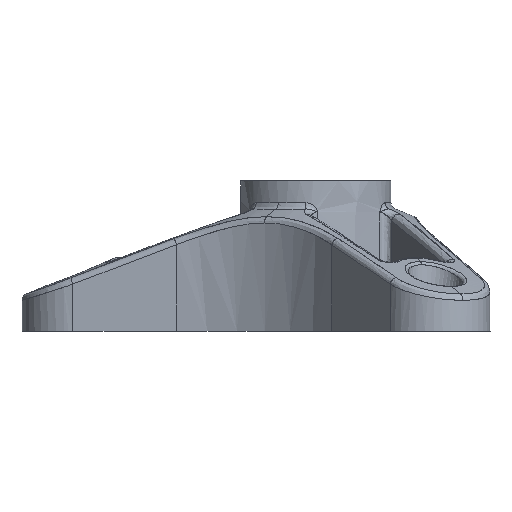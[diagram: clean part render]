
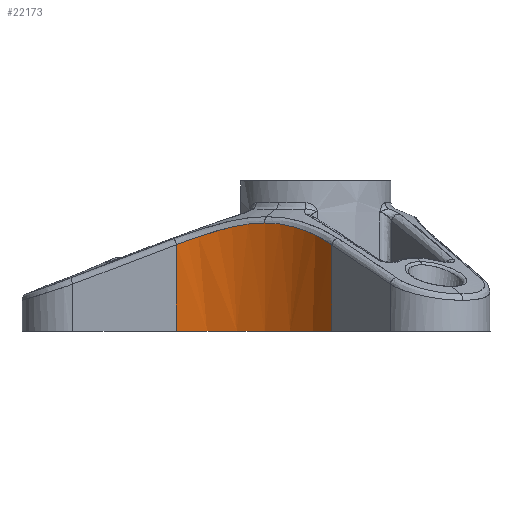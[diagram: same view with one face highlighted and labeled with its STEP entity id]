
A CAD part, left-side view. The second image highlights one B-rep face of the part: STEP entity #22173.
In plain terms, the highlighted free-form (B-spline) face has degree [2, 1] with [3, 2] control points.
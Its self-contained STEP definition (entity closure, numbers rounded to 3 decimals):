
#22173 = ADVANCED_FACE('',(#22174),#22296,.T.);
#22174 = FACE_BOUND('',#22175,.T.);
#22175 = EDGE_LOOP('',(#22176,#22185,#22228,#22275,#22282,#22290));
#22176 = ORIENTED_EDGE('',*,*,#22177,.T.);
#22177 = EDGE_CURVE('',#22178,#22180,#22182,.T.);
#22178 = VERTEX_POINT('',#22179);
#22179 = CARTESIAN_POINT('',(-19.275,-2.056,0.));
#22180 = VERTEX_POINT('',#22181);
#22181 = CARTESIAN_POINT('',(-19.275,-2.056,
    10.999));
#22182 = B_SPLINE_CURVE_WITH_KNOTS('',1,(#22183,#22184),.UNSPECIFIED.,
  .F.,.F.,(2,2),(0.,12.661),.PIECEWISE_BEZIER_KNOTS.);
#22183 = CARTESIAN_POINT('',(-19.275,-2.056,0.));
#22184 = CARTESIAN_POINT('',(-19.275,-2.056,
    10.999));
#22185 = ORIENTED_EDGE('',*,*,#22186,.T.);
#22186 = EDGE_CURVE('',#22180,#22187,#22189,.T.);
#22187 = VERTEX_POINT('',#22188);
#22188 = CARTESIAN_POINT('',(-11.285,6.515,
    13.758));
#22189 = B_SPLINE_CURVE_WITH_KNOTS('',10,(#22190,#22191,#22192,#22193,
    #22194,#22195,#22196,#22197,#22198,#22199,#22200,#22201,#22202,
    #22203,#22204,#22205,#22206,#22207,#22208,#22209,#22210,#22211,
    #22212,#22213,#22214,#22215,#22216,#22217,#22218,#22219,#22220,
    #22221,#22222,#22223,#22224,#22225,#22226,#22227),.UNSPECIFIED.,.F.,
  .F.,(11,9,9,9,11),(-3.029,-2.619,2.655,7.48,
    13.936),.UNSPECIFIED.);
#22190 = CARTESIAN_POINT('',(-19.275,-2.056,
    10.999));
#22191 = CARTESIAN_POINT('',(-19.254,-2.042,
    11.008));
#22192 = CARTESIAN_POINT('',(-19.234,-2.028,
    11.017));
#22193 = CARTESIAN_POINT('',(-19.214,-2.014,
    11.026));
#22194 = CARTESIAN_POINT('',(-19.194,-2.001,
    11.035));
#22195 = CARTESIAN_POINT('',(-19.173,-1.987,
    11.045));
#22196 = CARTESIAN_POINT('',(-19.153,-1.973,
    11.054));
#22197 = CARTESIAN_POINT('',(-19.133,-1.959,
    11.063));
#22198 = CARTESIAN_POINT('',(-19.113,-1.946,
    11.072));
#22199 = CARTESIAN_POINT('',(-19.093,-1.932,
    11.081));
#22200 = CARTESIAN_POINT('',(-18.814,-1.74,
    11.207));
#22201 = CARTESIAN_POINT('',(-18.561,-1.561,
    11.322));
#22202 = CARTESIAN_POINT('',(-18.308,-1.376,
    11.437));
#22203 = CARTESIAN_POINT('',(-18.054,-1.186,
    11.551));
#22204 = CARTESIAN_POINT('',(-17.801,-0.991,
    11.664));
#22205 = CARTESIAN_POINT('',(-17.549,-0.792,
    11.777));
#22206 = CARTESIAN_POINT('',(-17.298,-0.587,
    11.888));
#22207 = CARTESIAN_POINT('',(-17.047,-0.376,
    11.999));
#22208 = CARTESIAN_POINT('',(-16.797,-0.16,
    12.108));
#22209 = CARTESIAN_POINT('',(-16.318,0.265,
    12.314));
#22210 = CARTESIAN_POINT('',(-16.09,0.473,
    12.411));
#22211 = CARTESIAN_POINT('',(-15.862,0.686,
    12.507));
#22212 = CARTESIAN_POINT('',(-15.634,0.905,
    12.602));
#22213 = CARTESIAN_POINT('',(-15.406,1.13,
    12.695));
#22214 = CARTESIAN_POINT('',(-15.179,1.361,
    12.786));
#22215 = CARTESIAN_POINT('',(-14.951,1.598,
    12.874));
#22216 = CARTESIAN_POINT('',(-14.723,1.843,
    12.961));
#22217 = CARTESIAN_POINT('',(-14.496,2.094,
    13.044));
#22218 = CARTESIAN_POINT('',(-13.963,2.701,
    13.232));
#22219 = CARTESIAN_POINT('',(-13.658,3.062,
    13.333));
#22220 = CARTESIAN_POINT('',(-13.354,3.438,
    13.428));
#22221 = CARTESIAN_POINT('',(-13.047,3.833,
    13.515));
#22222 = CARTESIAN_POINT('',(-12.747,4.236,
    13.59));
#22223 = CARTESIAN_POINT('',(-12.438,4.669,
    13.656));
#22224 = CARTESIAN_POINT('',(-12.141,5.11,
    13.706));
#22225 = CARTESIAN_POINT('',(-11.845,5.569,
    13.741));
#22226 = CARTESIAN_POINT('',(-11.559,6.039,
    13.758));
#22227 = CARTESIAN_POINT('',(-11.285,6.515,
    13.758));
#22228 = ORIENTED_EDGE('',*,*,#22229,.T.);
#22229 = EDGE_CURVE('',#22187,#22230,#22232,.T.);
#22230 = VERTEX_POINT('',#22231);
#22231 = CARTESIAN_POINT('',(-7.857,17.72,
    10.999));
#22232 = B_SPLINE_CURVE_WITH_KNOTS('',11,(#22233,#22234,#22235,#22236,
    #22237,#22238,#22239,#22240,#22241,#22242,#22243,#22244,#22245,
    #22246,#22247,#22248,#22249,#22250,#22251,#22252,#22253,#22254,
    #22255,#22256,#22257,#22258,#22259,#22260,#22261,#22262,#22263,
    #22264,#22265,#22266,#22267,#22268,#22269,#22270,#22271,#22272,
    #22273,#22274),.UNSPECIFIED.,.F.,.F.,(12,10,10,10,12),(71.26,
    79.913,84.09,87.815,88.226),.UNSPECIFIED.);
#22233 = CARTESIAN_POINT('',(-11.285,6.515,
    13.758));
#22234 = CARTESIAN_POINT('',(-10.95,7.095,
    13.758));
#22235 = CARTESIAN_POINT('',(-10.631,7.685,
    13.733));
#22236 = CARTESIAN_POINT('',(-10.334,8.274,
    13.683));
#22237 = CARTESIAN_POINT('',(-10.058,8.866,
    13.607));
#22238 = CARTESIAN_POINT('',(-9.815,9.425,
    13.517));
#22239 = CARTESIAN_POINT('',(-9.581,10.002,
    13.407));
#22240 = CARTESIAN_POINT('',(-9.381,10.538,
    13.29));
#22241 = CARTESIAN_POINT('',(-9.191,11.081,
    13.16));
#22242 = CARTESIAN_POINT('',(-9.021,11.606,
    13.024));
#22243 = CARTESIAN_POINT('',(-8.867,12.124,
    12.881));
#22244 = CARTESIAN_POINT('',(-8.659,12.88,
    12.662));
#22245 = CARTESIAN_POINT('',(-8.594,13.124,
    12.589));
#22246 = CARTESIAN_POINT('',(-8.533,13.366,
    12.515));
#22247 = CARTESIAN_POINT('',(-8.475,13.607,
    12.44));
#22248 = CARTESIAN_POINT('',(-8.421,13.846,
    12.364));
#22249 = CARTESIAN_POINT('',(-8.369,14.083,
    12.288));
#22250 = CARTESIAN_POINT('',(-8.319,14.319,
    12.21));
#22251 = CARTESIAN_POINT('',(-8.273,14.554,
    12.132));
#22252 = CARTESIAN_POINT('',(-8.229,14.788,
    12.053));
#22253 = CARTESIAN_POINT('',(-8.188,15.02,
    11.974));
#22254 = CARTESIAN_POINT('',(-8.115,15.457,
    11.823));
#22255 = CARTESIAN_POINT('',(-8.083,15.662,
    11.751));
#22256 = CARTESIAN_POINT('',(-8.052,15.867,
    11.679));
#22257 = CARTESIAN_POINT('',(-8.024,16.071,
    11.607));
#22258 = CARTESIAN_POINT('',(-7.997,16.273,
    11.534));
#22259 = CARTESIAN_POINT('',(-7.972,16.475,
    11.461));
#22260 = CARTESIAN_POINT('',(-7.949,16.677,
    11.387));
#22261 = CARTESIAN_POINT('',(-7.928,16.878,
    11.313));
#22262 = CARTESIAN_POINT('',(-7.909,17.077,
    11.239));
#22263 = CARTESIAN_POINT('',(-7.891,17.276,
    11.165));
#22264 = CARTESIAN_POINT('',(-7.874,17.498,
    11.082));
#22265 = CARTESIAN_POINT('',(-7.872,17.52,
    11.074));
#22266 = CARTESIAN_POINT('',(-7.87,17.543,
    11.065));
#22267 = CARTESIAN_POINT('',(-7.868,17.565,
    11.057));
#22268 = CARTESIAN_POINT('',(-7.867,17.587,
    11.049));
#22269 = CARTESIAN_POINT('',(-7.865,17.609,
    11.04));
#22270 = CARTESIAN_POINT('',(-7.863,17.631,
    11.032));
#22271 = CARTESIAN_POINT('',(-7.862,17.654,
    11.024));
#22272 = CARTESIAN_POINT('',(-7.86,17.676,
    11.015));
#22273 = CARTESIAN_POINT('',(-7.859,17.698,
    11.007));
#22274 = CARTESIAN_POINT('',(-7.857,17.72,
    10.999));
#22275 = ORIENTED_EDGE('',*,*,#22276,.T.);
#22276 = EDGE_CURVE('',#22230,#22277,#22279,.T.);
#22277 = VERTEX_POINT('',#22278);
#22278 = CARTESIAN_POINT('',(-7.857,17.72,0.));
#22279 = B_SPLINE_CURVE_WITH_KNOTS('',1,(#22280,#22281),.UNSPECIFIED.,
  .F.,.F.,(2,2),(0.,12.661),.PIECEWISE_BEZIER_KNOTS.);
#22280 = CARTESIAN_POINT('',(-7.857,17.72,
    10.999));
#22281 = CARTESIAN_POINT('',(-7.857,17.72,0.));
#22282 = ORIENTED_EDGE('',*,*,#22283,.T.);
#22283 = EDGE_CURVE('',#22277,#22284,#22286,.T.);
#22284 = VERTEX_POINT('',#22285);
#22285 = CARTESIAN_POINT('',(-11.285,6.515,0.));
#22286 = ( BOUNDED_CURVE() B_SPLINE_CURVE(2,(#22287,#22288,#22289),
.UNSPECIFIED.,.F.,.F.) B_SPLINE_CURVE_WITH_KNOTS((3,3),(
0.07,0.524),.PIECEWISE_BEZIER_KNOTS.) CURVE() 
GEOMETRIC_REPRESENTATION_ITEM() RATIONAL_B_SPLINE_CURVE((1.,
0.974,1.)) REPRESENTATION_ITEM('') );
#22287 = CARTESIAN_POINT('',(-7.857,17.72,0.));
#22288 = CARTESIAN_POINT('',(-8.278,11.722,0.));
#22289 = CARTESIAN_POINT('',(-11.285,6.515,0.));
#22290 = ORIENTED_EDGE('',*,*,#22291,.T.);
#22291 = EDGE_CURVE('',#22284,#22178,#22292,.T.);
#22292 = ( BOUNDED_CURVE() B_SPLINE_CURVE(2,(#22293,#22294,#22295),
.UNSPECIFIED.,.F.,.F.) B_SPLINE_CURVE_WITH_KNOTS((3,3),(2.618,
3.071),.PIECEWISE_BEZIER_KNOTS.) CURVE() 
GEOMETRIC_REPRESENTATION_ITEM() RATIONAL_B_SPLINE_CURVE((1.,
0.974,1.)) REPRESENTATION_ITEM('') );
#22293 = CARTESIAN_POINT('',(-11.285,6.515,0.));
#22294 = CARTESIAN_POINT('',(-14.291,1.308,0.));
#22295 = CARTESIAN_POINT('',(-19.275,-2.056,0.));
#22296 = ( BOUNDED_SURFACE() B_SPLINE_SURFACE(2,1,(
    (#22297,#22298)
    ,(#22299,#22300)
    ,(#22301,#22302
)),.UNSPECIFIED.,.F.,.F.,.F.) B_SPLINE_SURFACE_WITH_KNOTS((3,3),(2,2),(
    0.,0.907),(0.,15.838),.PIECEWISE_BEZIER_KNOTS.) 
GEOMETRIC_REPRESENTATION_ITEM() RATIONAL_B_SPLINE_SURFACE((
    (1.,1.)
    ,(0.899,0.899)
,(1.,1.))) REPRESENTATION_ITEM('') SURFACE() );
#22297 = CARTESIAN_POINT('',(-19.275,-2.056,
    13.758));
#22298 = CARTESIAN_POINT('',(-19.275,-2.056,0.));
#22299 = CARTESIAN_POINT('',(-8.747,5.05,
    13.758));
#22300 = CARTESIAN_POINT('',(-8.747,5.05,0.));
#22301 = CARTESIAN_POINT('',(-7.857,17.72,
    13.758));
#22302 = CARTESIAN_POINT('',(-7.857,17.72,0.));
